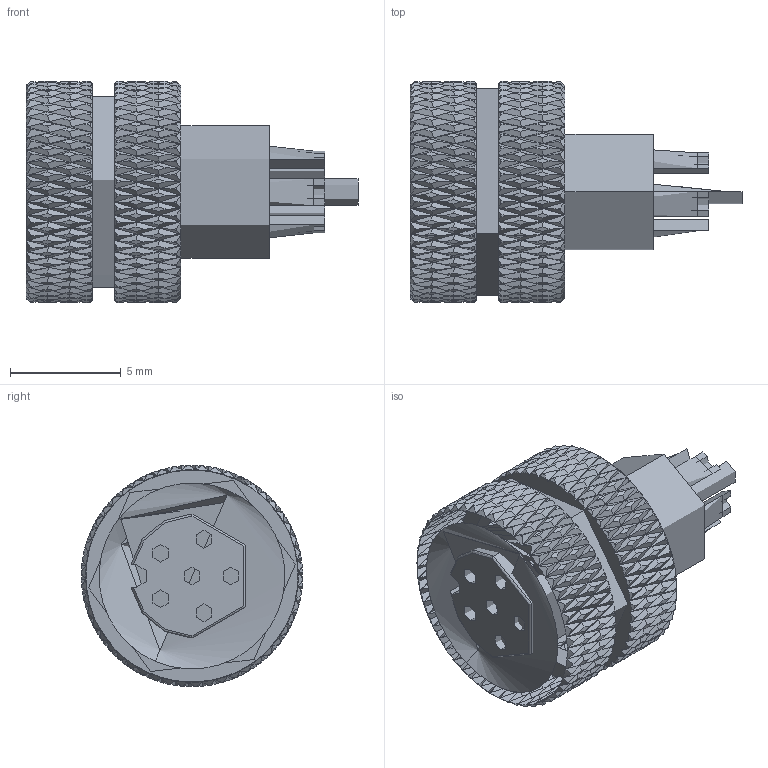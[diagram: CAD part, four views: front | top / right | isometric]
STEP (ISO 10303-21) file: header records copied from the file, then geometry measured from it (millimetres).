
FILE_DESCRIPTION (( 'STEP AP203' ), '1' );
FILE_NAME ('50-01034revA.STEP', '2023-02-08T21:55:16', ( '' ), ( '' ), 'SwSTEP 2.0', 'SolidWorks 2021', '' );
FILE_SCHEMA (( 'CONFIG_CONTROL_DESIGN' ));
Length unit declared in the file: millimetre
Products named in the file (6): 50-01034-01___; 50-01034-04___; 50-01034revA; 50-01034-02___; 50-01034-03___; 50-01034-05___
Assembly tree (9 placements, depth 2):
  50-01034revA
    50-01034-01___
    50-01034-02___
    50-01034-03___  x5
    50-01034-04___
    50-01034-05___
Bounding box: 15 x 10 x 10 mm (x, y, z)
Volume: 292.8 mm3
Topology: 8 solids, 11 shells, 1928 faces, 5322 edges, 3409 vertices
Faces by surface type: bspline 1052, cylinder 519, cone 230, plane 96, torus 31
Entity records: 177789 total; most frequent: CARTESIAN_POINT 143277, ORIENTED_EDGE 10006, EDGE_CURVE 5003, B_SPLINE_CURVE_WITH_KNOTS 3565, VERTEX_POINT 3226, DIRECTION 2794, EDGE_LOOP 1829, ADVANCED_FACE 1800
